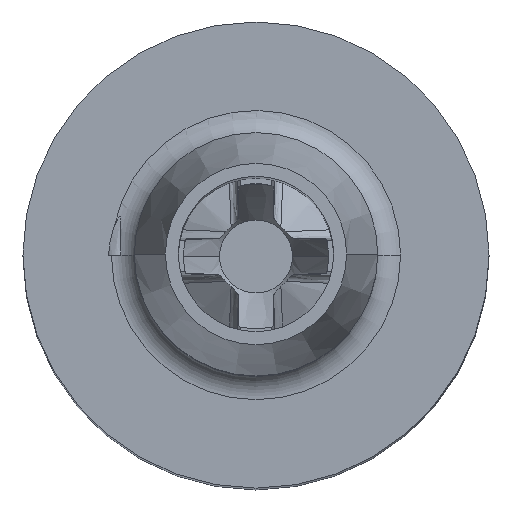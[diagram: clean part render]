
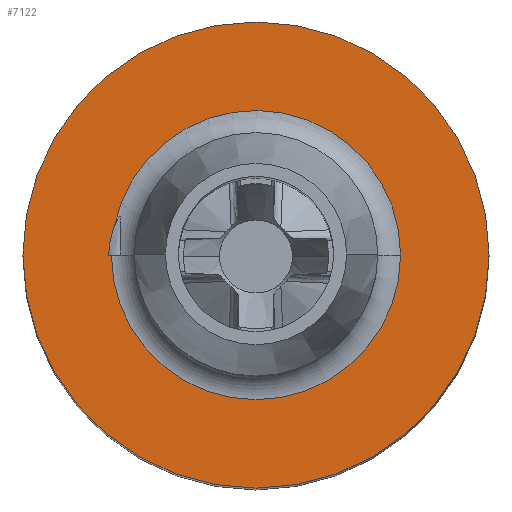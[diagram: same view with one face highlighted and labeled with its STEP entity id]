
A CAD part, top view. The second image highlights one B-rep face of the part: STEP entity #7122.
In plain terms, the highlighted planar face has unit normal (0, 0, 1).
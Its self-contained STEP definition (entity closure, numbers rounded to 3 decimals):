
#3026=CARTESIAN_POINT('',(0.,0.,28.7));
#3027=DIRECTION('',(0.,0.,-1.));
#3028=DIRECTION('',(1.,0.,0.));
#3029=AXIS2_PLACEMENT_3D('',#3026,#3027,#3028);
#3034=CARTESIAN_POINT('',(0.,0.,28.7));
#3035=DIRECTION('',(0.,0.,-1.));
#3036=DIRECTION('',(-1.,0.,0.));
#3037=AXIS2_PLACEMENT_3D('',#3034,#3035,#3036);
#3042=CARTESIAN_POINT('',(0.,0.,28.7));
#3043=DIRECTION('',(0.,0.,1.));
#3044=DIRECTION('',(-1.,0.,0.));
#3045=AXIS2_PLACEMENT_3D('',#3042,#3043,#3044);
#3050=CARTESIAN_POINT('',(0.,0.,28.7));
#3051=DIRECTION('',(0.,0.,1.));
#3052=DIRECTION('',(1.,0.,0.));
#3053=AXIS2_PLACEMENT_3D('',#3050,#3051,#3052);
#3564=DIRECTION('',(1.,0.,0.));
#3565=VECTOR('',#3564,0.059);
#3566=CARTESIAN_POINT('',(-2.85,0.,28.7));
#3567=LINE('',#3566,#3565);
#3588=CARTESIAN_POINT('',(-2.85,0.,28.7));
#3589=CARTESIAN_POINT('',(-2.848,0.025,28.7));
#3590=CARTESIAN_POINT('',(-2.844,0.072,28.7));
#3591=CARTESIAN_POINT('',(-2.836,0.138,28.7));
#3592=CARTESIAN_POINT('',(-2.827,0.198,28.7));
#3593=CARTESIAN_POINT('',(-2.817,0.254,28.7));
#3594=CARTESIAN_POINT('',(-2.807,0.304,28.7));
#3595=CARTESIAN_POINT('',(-2.796,0.351,28.7));
#3596=CARTESIAN_POINT('',(-2.786,0.393,28.7));
#3597=CARTESIAN_POINT('',(-2.775,0.432,28.7));
#3598=CARTESIAN_POINT('',(-2.765,0.467,28.7));
#3599=CARTESIAN_POINT('',(-2.755,0.499,28.7));
#3600=CARTESIAN_POINT('',(-2.745,0.528,28.7));
#3601=CARTESIAN_POINT('',(-2.739,0.546,28.7));
#3602=CARTESIAN_POINT('',(-2.736,0.554,28.7));
#5074=CARTESIAN_POINT('',(4.5,0.,28.7));
#5075=CARTESIAN_POINT('',(-4.5,0.,28.7));
#5076=VERTEX_POINT('',#5074);
#5077=VERTEX_POINT('',#5075);
#5130=CARTESIAN_POINT('',(-2.85,0.,28.7));
#5131=CARTESIAN_POINT('',(-2.791,0.,28.7));
#5132=VERTEX_POINT('',#5130);
#5133=VERTEX_POINT('',#5131);
#5136=VERTEX_POINT('',#3602);
#5143=CARTESIAN_POINT('',(2.791,0.,28.7));
#5144=VERTEX_POINT('',#5143);
#7103=CARTESIAN_POINT('',(0.,4.5,28.7));
#7104=DIRECTION('',(0.,0.,1.));
#7105=DIRECTION('',(1.,0.,0.));
#7106=AXIS2_PLACEMENT_3D('',#7103,#7104,#7105);
#7107=PLANE('',#7106);
#7109=ORIENTED_EDGE('',*,*,#7108,.T.);
#7111=ORIENTED_EDGE('',*,*,#7110,.T.);
#7112=EDGE_LOOP('',(#7109,#7111));
#7113=FACE_OUTER_BOUND('',#7112,.F.);
#7115=ORIENTED_EDGE('',*,*,#7114,.T.);
#7116=ORIENTED_EDGE('',*,*,#7094,.T.);
#7117=ORIENTED_EDGE('',*,*,#7080,.T.);
#7119=ORIENTED_EDGE('',*,*,#7118,.F.);
#7120=EDGE_LOOP('',(#7115,#7116,#7117,#7119));
#7121=FACE_BOUND('',#7120,.F.);
#7122=ADVANCED_FACE('',(#7113,#7121),#7107,.T.);
#3030=CIRCLE('',#3029,4.5);
#3038=CIRCLE('',#3037,4.5);
#3046=CIRCLE('',#3045,2.791);
#3054=CIRCLE('',#3053,2.791);
#3603=B_SPLINE_CURVE_WITH_KNOTS('',3,(#3588,#3589,#3590,#3591,#3592,#3593,#3594,
#3595,#3596,#3597,#3598,#3599,#3600,#3601,#3602),.UNSPECIFIED.,.F.,.F.,(4,1,1,1,
1,1,1,1,1,1,1,1,4),(0.,0.083,0.167,0.25,
0.333,0.417,0.5,0.583,0.667,
0.75,0.833,0.917,1.),.UNSPECIFIED.);
#7080=EDGE_CURVE('',#5144,#5136,#3054,.T.);
#7094=EDGE_CURVE('',#5133,#5144,#3046,.T.);
#7108=EDGE_CURVE('',#5076,#5077,#3030,.T.);
#7110=EDGE_CURVE('',#5077,#5076,#3038,.T.);
#7114=EDGE_CURVE('',#5132,#5133,#3567,.T.);
#7118=EDGE_CURVE('',#5132,#5136,#3603,.T.);
